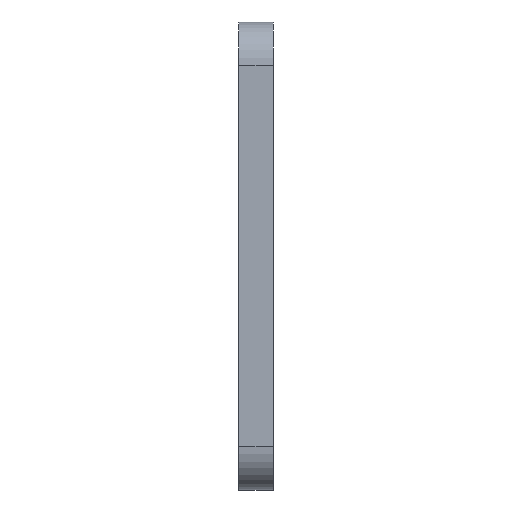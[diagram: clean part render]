
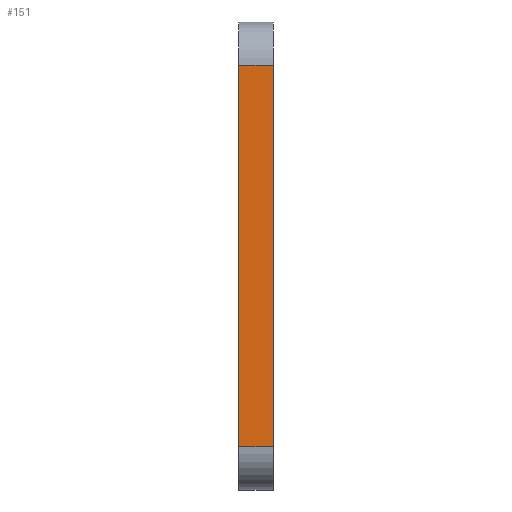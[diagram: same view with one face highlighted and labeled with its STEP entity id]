
A CAD part, left-side view. The second image highlights one B-rep face of the part: STEP entity #151.
In plain terms, the highlighted planar face has unit normal (-1, 0, 0).
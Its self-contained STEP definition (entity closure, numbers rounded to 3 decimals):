
#1 = DIRECTION ( 'NONE',  ( -1., 0., 0. ) ) ;
#46 = EDGE_LOOP ( 'NONE', ( #462, #620, #1063, #129 ) ) ;
#50 = CARTESIAN_POINT ( 'NONE',  ( -19., -7.2, 15.5 ) ) ;
#64 = FACE_OUTER_BOUND ( 'NONE', #46, .T. ) ;
#99 = EDGE_CURVE ( 'NONE', #207, #209, #329, .T. ) ;
#129 = ORIENTED_EDGE ( 'NONE', *, *, #906, .F. ) ;
#151 = ADVANCED_FACE ( 'NONE', ( #64 ), #1041, .T. ) ;
#168 = CARTESIAN_POINT ( 'NONE',  ( -19., 0., 15.5 ) ) ;
#175 = EDGE_CURVE ( 'NONE', #720, #209, #517, .T. ) ;
#207 = VERTEX_POINT ( 'NONE', #168 ) ;
#209 = VERTEX_POINT ( 'NONE', #432 ) ;
#329 = LINE ( 'NONE', #50, #1074 ) ;
#432 = CARTESIAN_POINT ( 'NONE',  ( -19., 2.8, 15.5 ) ) ;
#437 = DIRECTION ( 'NONE',  ( 0., 0., 1. ) ) ;
#462 = ORIENTED_EDGE ( 'NONE', *, *, #658, .T. ) ;
#517 = LINE ( 'NONE', #1115, #659 ) ;
#527 = CARTESIAN_POINT ( 'NONE',  ( -19., -7.2, 0. ) ) ;
#570 = LINE ( 'NONE', #815, #682 ) ;
#584 = AXIS2_PLACEMENT_3D ( 'NONE', #527, #1, #437 ) ;
#595 = CARTESIAN_POINT ( 'NONE',  ( -19., 0., -15.5 ) ) ;
#609 = CARTESIAN_POINT ( 'NONE',  ( -19., -7.2, -15.5 ) ) ;
#620 = ORIENTED_EDGE ( 'NONE', *, *, #99, .T. ) ;
#658 = EDGE_CURVE ( 'NONE', #900, #207, #570, .T. ) ;
#659 = VECTOR ( 'NONE', #868, 1000. ) ;
#682 = VECTOR ( 'NONE', #728, 1000. ) ;
#720 = VERTEX_POINT ( 'NONE', #1087 ) ;
#728 = DIRECTION ( 'NONE',  ( 0., 0., 1. ) ) ;
#800 = VECTOR ( 'NONE', #858, 1000. ) ;
#815 = CARTESIAN_POINT ( 'NONE',  ( -19., 0., 0. ) ) ;
#832 = DIRECTION ( 'NONE',  ( 0., 1., 0. ) ) ;
#858 = DIRECTION ( 'NONE',  ( 0., 1., 0. ) ) ;
#868 = DIRECTION ( 'NONE',  ( 0., 0., 1. ) ) ;
#900 = VERTEX_POINT ( 'NONE', #595 ) ;
#906 = EDGE_CURVE ( 'NONE', #900, #720, #1117, .T. ) ;
#1041 = PLANE ( 'NONE',  #584 ) ;
#1063 = ORIENTED_EDGE ( 'NONE', *, *, #175, .F. ) ;
#1074 = VECTOR ( 'NONE', #832, 1000. ) ;
#1087 = CARTESIAN_POINT ( 'NONE',  ( -19., 2.8, -15.5 ) ) ;
#1115 = CARTESIAN_POINT ( 'NONE',  ( -19., 2.8, 0. ) ) ;
#1117 = LINE ( 'NONE', #609, #800 ) ;
